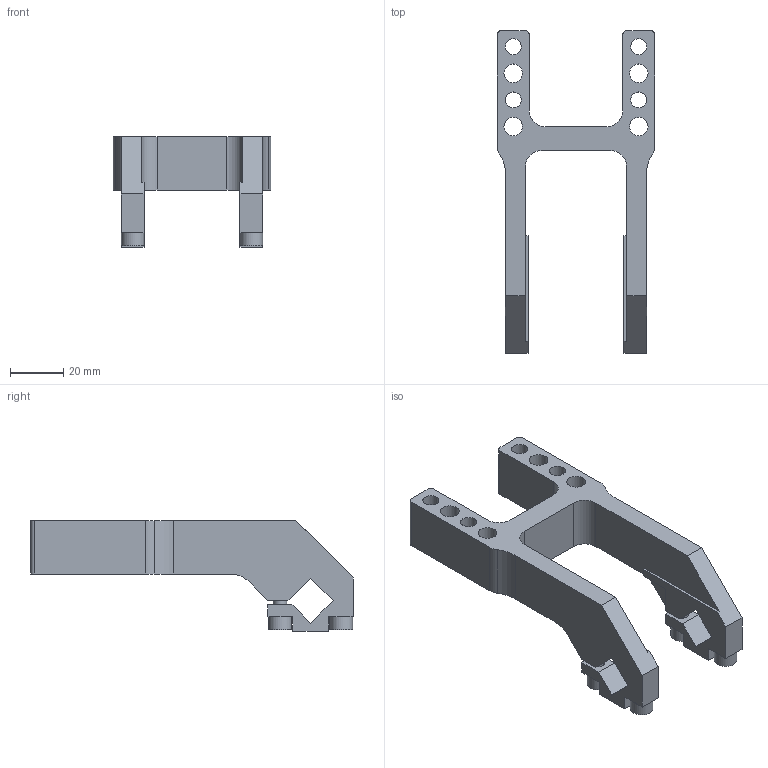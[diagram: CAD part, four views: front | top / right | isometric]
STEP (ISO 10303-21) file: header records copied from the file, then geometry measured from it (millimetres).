
FILE_DESCRIPTION(/* description */ (''),/* implementation_level */ '2;1');
FILE_NAME(/* name */ 'B1214.stp',/* time_stamp */ '2019-11-22T09:58:00+01:00',/* author */ ('donadda1'),/* organization */ ('Pneumax S.p.A.'),/* preprocessor_version */ 'ST-DEVELOPER v17',/* originating_system */ 'Autodesk Inventor 2019',/* authorisation */ '');
FILE_SCHEMA (('AUTOMOTIVE_DESIGN { 1 0 10303 214 3 1 1 }'));
Length unit declared in the file: millimetre
Products named in the file (1): B1214
Bounding box: 59.1 x 121 x 41.5 mm (x, y, z)
Volume: 52341.9 mm3; surface area: 22395 mm2
Topology: 1 solids, 1 shells, 90 faces, 250 edges, 162 vertices
Faces by surface type: plane 62, cylinder 28
Full cylindrical faces by diameter (mm): 5 x2, 6 x4, 7 x4, 8.5 x4
Entity records: 2941 total; most frequent: CARTESIAN_POINT 503, ORIENTED_EDGE 500, DIRECTION 492, EDGE_CURVE 250, LINE 190, VECTOR 190, VERTEX_POINT 162, AXIS2_PLACEMENT_3D 151
